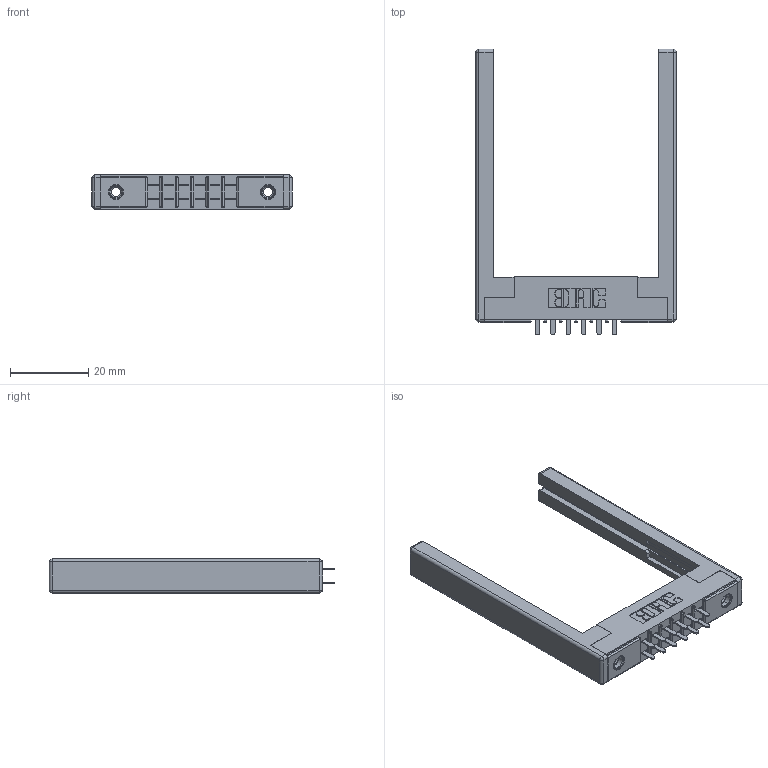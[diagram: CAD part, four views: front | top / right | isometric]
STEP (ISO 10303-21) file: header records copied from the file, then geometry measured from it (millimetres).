
FILE_DESCRIPTION (( 'STEP AP203' ), '1' );
FILE_NAME ('315-012-521-268.STEP', '2019-09-10T13:19:47', ( '' ), ( '' ), 'SwSTEP 2.0', 'SolidWorks 2016', '' );
FILE_SCHEMA (( 'CONFIG_CONTROL_DESIGN' ));
Length unit declared in the file: inch
Products named in the file (5): 305-290-001_521; 305 Part_.156 Dia; 307-220-068; 345-250-001_345-250-001-102; 315-012-521-268
Assembly tree (17 placements, depth 2):
  315-012-521-268
    305 Part_.156 Dia
    305-290-001_521  x12
    345-250-001_345-250-001-102  x2
    307-220-068  x2
Bounding box: 51.21 x 73.15 x 8.71 mm (x, y, z)
Volume: 7802.1 mm3; surface area: 9125.8 mm2
Topology: 17 solids, 17 shells, 822 faces, 2284 edges, 1468 vertices
Faces by surface type: plane 480, cylinder 294, sphere 32, cone 12, torus 4
Entity records: 13518 total; most frequent: CARTESIAN_POINT 2209, DIRECTION 2185, ORIENTED_EDGE 2178, EDGE_CURVE 1089, LINE 833, VECTOR 833, VERTEX_POINT 700, AXIS2_PLACEMENT_3D 676
